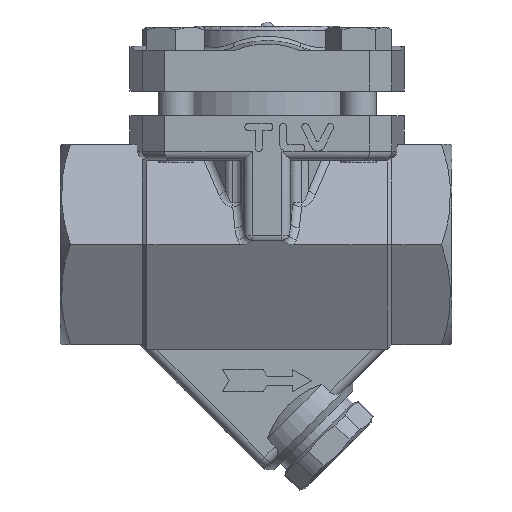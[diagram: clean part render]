
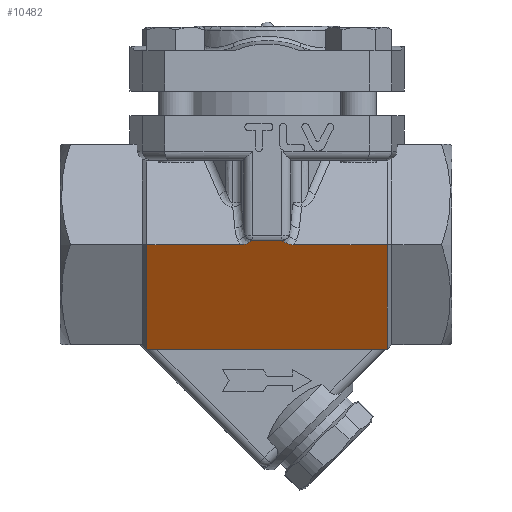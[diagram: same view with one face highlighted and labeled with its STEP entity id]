
A CAD part, front view. The second image highlights one B-rep face of the part: STEP entity #10482.
In plain terms, the highlighted planar face has unit normal (0, -0.866, -0.5).
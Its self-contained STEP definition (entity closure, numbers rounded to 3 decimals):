
#9597=CARTESIAN_POINT('',(3.328,-27.699,-28.024));
#9598=VERTEX_POINT('',#9597);
#9616=CARTESIAN_POINT('',(5.912,-27.135,-29.));
#9617=VERTEX_POINT('',#9616);
#9618=CARTESIAN_POINT('',(3.327,-27.699,-28.024));
#9619=CARTESIAN_POINT('',(3.339,-27.698,-28.026));
#9620=CARTESIAN_POINT('',(3.351,-27.693,-28.034));
#9621=CARTESIAN_POINT('',(3.361,-27.69,-28.04));
#9622=CARTESIAN_POINT('',(3.38,-27.682,-28.054));
#9623=CARTESIAN_POINT('',(3.399,-27.673,-28.069));
#9624=CARTESIAN_POINT('',(3.417,-27.665,-28.083));
#9625=CARTESIAN_POINT('',(3.476,-27.638,-28.129));
#9626=CARTESIAN_POINT('',(3.545,-27.608,-28.182));
#9627=CARTESIAN_POINT('',(3.606,-27.582,-28.227));
#9628=CARTESIAN_POINT('',(3.651,-27.563,-28.259));
#9629=CARTESIAN_POINT('',(3.697,-27.545,-28.291));
#9630=CARTESIAN_POINT('',(3.745,-27.526,-28.324));
#9631=CARTESIAN_POINT('',(3.8,-27.505,-28.36));
#9632=CARTESIAN_POINT('',(3.855,-27.484,-28.396));
#9633=CARTESIAN_POINT('',(3.907,-27.466,-28.427));
#9634=CARTESIAN_POINT('',(3.958,-27.448,-28.458));
#9635=CARTESIAN_POINT('',(4.013,-27.43,-28.489));
#9636=CARTESIAN_POINT('',(4.07,-27.412,-28.52));
#9637=CARTESIAN_POINT('',(4.198,-27.372,-28.59));
#9638=CARTESIAN_POINT('',(4.338,-27.333,-28.657));
#9639=CARTESIAN_POINT('',(4.47,-27.302,-28.711));
#9640=CARTESIAN_POINT('',(4.558,-27.281,-28.747));
#9641=CARTESIAN_POINT('',(4.643,-27.263,-28.779));
#9642=CARTESIAN_POINT('',(4.735,-27.246,-28.809));
#9643=CARTESIAN_POINT('',(5.018,-27.192,-28.902));
#9644=CARTESIAN_POINT('',(5.338,-27.154,-28.967));
#9645=CARTESIAN_POINT('',(5.642,-27.141,-28.99));
#9646=CARTESIAN_POINT('',(5.734,-27.137,-28.997));
#9647=CARTESIAN_POINT('',(5.823,-27.135,-29.));
#9648=CARTESIAN_POINT('',(5.912,-27.135,-29.));
#9649=B_SPLINE_CURVE_WITH_KNOTS('',3,(#9618,#9619,#9620,#9621,#9622,#9623,#9624,#9625,#9626,#9627,#9628,#9629,#9630,#9631,#9632,#9633,#9634,#9635,#9636,#9637,#9638,#9639,#9640,#9641,#9642,#9643,#9644,#9645,#9646,#9647,#9648),.UNSPECIFIED.,.F.,.U.,(4,3,3,3,3,3,3,3,3,3,4),(0.001,0.004,0.011,0.035,0.052,0.07,0.089,0.131,0.159,0.246,0.272),.UNSPECIFIED.);
#9650=EDGE_CURVE('',#9617,#9598,#9649,.F.);
#9685=CARTESIAN_POINT('',(3.322,-27.732,-27.967));
#9686=VERTEX_POINT('',#9685);
#9694=CARTESIAN_POINT('',(3.322,-27.732,-27.967));
#9695=DIRECTION('',(0.088,0.498,-0.863));
#9696=VECTOR('',#9695,0.066);
#9697=LINE('',#9694,#9696);
#9698=EDGE_CURVE('',#9686,#9598,#9697,.T.);
#10030=CARTESIAN_POINT('',(-3.328,-27.699,-28.024));
#10031=VERTEX_POINT('',#10030);
#10055=CARTESIAN_POINT('',(-5.912,-27.135,-29.));
#10056=VERTEX_POINT('',#10055);
#10064=CARTESIAN_POINT('',(-5.912,-27.135,-29.));
#10065=CARTESIAN_POINT('',(-5.809,-27.135,-29.));
#10066=CARTESIAN_POINT('',(-5.703,-27.138,-28.996));
#10067=CARTESIAN_POINT('',(-5.595,-27.143,-28.986));
#10068=CARTESIAN_POINT('',(-5.409,-27.153,-28.97));
#10069=CARTESIAN_POINT('',(-5.22,-27.171,-28.939));
#10070=CARTESIAN_POINT('',(-5.037,-27.196,-28.895));
#10071=CARTESIAN_POINT('',(-4.865,-27.22,-28.854));
#10072=CARTESIAN_POINT('',(-4.699,-27.251,-28.801));
#10073=CARTESIAN_POINT('',(-4.549,-27.284,-28.743));
#10074=CARTESIAN_POINT('',(-4.464,-27.303,-28.71));
#10075=CARTESIAN_POINT('',(-4.376,-27.324,-28.673));
#10076=CARTESIAN_POINT('',(-4.288,-27.348,-28.631));
#10077=CARTESIAN_POINT('',(-4.174,-27.379,-28.578));
#10078=CARTESIAN_POINT('',(-4.06,-27.414,-28.517));
#10079=CARTESIAN_POINT('',(-3.959,-27.449,-28.458));
#10080=CARTESIAN_POINT('',(-3.907,-27.466,-28.428));
#10081=CARTESIAN_POINT('',(-3.858,-27.483,-28.397));
#10082=CARTESIAN_POINT('',(-3.805,-27.503,-28.363));
#10083=CARTESIAN_POINT('',(-3.747,-27.525,-28.326));
#10084=CARTESIAN_POINT('',(-3.689,-27.548,-28.286));
#10085=CARTESIAN_POINT('',(-3.636,-27.569,-28.248));
#10086=CARTESIAN_POINT('',(-3.596,-27.586,-28.22));
#10087=CARTESIAN_POINT('',(-3.556,-27.603,-28.19));
#10088=CARTESIAN_POINT('',(-3.514,-27.621,-28.159));
#10089=CARTESIAN_POINT('',(-3.483,-27.635,-28.135));
#10090=CARTESIAN_POINT('',(-3.452,-27.649,-28.11));
#10091=CARTESIAN_POINT('',(-3.423,-27.662,-28.088));
#10092=CARTESIAN_POINT('',(-3.406,-27.67,-28.074));
#10093=CARTESIAN_POINT('',(-3.387,-27.679,-28.059));
#10094=CARTESIAN_POINT('',(-3.368,-27.686,-28.046));
#10095=CARTESIAN_POINT('',(-3.356,-27.691,-28.037));
#10096=CARTESIAN_POINT('',(-3.342,-27.698,-28.026));
#10097=CARTESIAN_POINT('',(-3.327,-27.699,-28.024));
#10098=B_SPLINE_CURVE_WITH_KNOTS('',3,(#10064,#10065,#10066,#10067,#10068,#10069,#10070,#10071,#10072,#10073,#10074,#10075,#10076,#10077,#10078,#10079,#10080,#10081,#10082,#10083,#10084,#10085,#10086,#10087,#10088,#10089,#10090,#10091,#10092,#10093,#10094,#10095,#10096,#10097),.UNSPECIFIED.,.F.,.U.,(4,3,3,3,3,3,3,3,3,3,3,4),(1.166,1.197,1.249,1.299,1.326,1.362,1.38,1.4,1.415,1.426,1.433,1.438),.UNSPECIFIED.);
#10099=EDGE_CURVE('',#10056,#10031,#10098,.T.);
#10121=CARTESIAN_POINT('',(-27.0,-27.135,-29.));
#10122=VERTEX_POINT('',#10121);
#10129=CARTESIAN_POINT('',(-27.0,-27.135,-29.));
#10130=DIRECTION('',(1.0,0.0,0.0));
#10131=VECTOR('',#10130,21.088);
#10132=LINE('',#10129,#10131);
#10133=EDGE_CURVE('',#10122,#10056,#10132,.T.);
#10344=CARTESIAN_POINT('',(27.0,-27.135,-29.));
#10345=VERTEX_POINT('',#10344);
#10346=CARTESIAN_POINT('',(5.912,-27.135,-29.));
#10347=DIRECTION('',(1.0,0.0,0.0));
#10348=VECTOR('',#10347,21.088);
#10349=LINE('',#10346,#10348);
#10350=EDGE_CURVE('',#9617,#10345,#10349,.T.);
#10378=CARTESIAN_POINT('',(-3.322,-27.732,-27.967));
#10379=VERTEX_POINT('',#10378);
#10412=CARTESIAN_POINT('',(-3.322,-27.732,-27.967));
#10413=DIRECTION('',(1.0,0.0,0.0));
#10414=VECTOR('',#10413,6.644);
#10415=LINE('',#10412,#10414);
#10416=EDGE_CURVE('',#10379,#9686,#10415,.T.);
#10436=CARTESIAN_POINT('',(-3.328,-27.699,-28.024));
#10437=DIRECTION('',(0.088,-0.498,0.863));
#10438=VECTOR('',#10437,0.066);
#10439=LINE('',#10436,#10438);
#10440=EDGE_CURVE('',#10031,#10379,#10439,.T.);
#10446=CARTESIAN_POINT('',(0.0,-27.135,-29.));
#10447=DIRECTION('',(0.0,-0.866,-0.5));
#10448=DIRECTION('',(-1.0,0.0,0.0));
#10449=AXIS2_PLACEMENT_3D('',#10446,#10447,#10448);
#10450=PLANE('',#10449);
#10451=ORIENTED_EDGE('',*,*,#9650,.T.);
#10452=ORIENTED_EDGE('',*,*,#9698,.F.);
#10453=ORIENTED_EDGE('',*,*,#10416,.F.);
#10454=ORIENTED_EDGE('',*,*,#10440,.F.);
#10455=ORIENTED_EDGE('',*,*,#10099,.F.);
#10456=ORIENTED_EDGE('',*,*,#10133,.F.);
#10457=CARTESIAN_POINT('',(-27.0,-13.568,-52.5));
#10458=VERTEX_POINT('',#10457);
#10459=CARTESIAN_POINT('',(-27.0,-13.568,-52.5));
#10460=DIRECTION('',(0.0,-0.5,0.866));
#10461=VECTOR('',#10460,27.135);
#10462=LINE('',#10459,#10461);
#10463=EDGE_CURVE('',#10458,#10122,#10462,.T.);
#10464=ORIENTED_EDGE('',*,*,#10463,.F.);
#10465=CARTESIAN_POINT('',(27.0,-13.568,-52.5));
#10466=VERTEX_POINT('',#10465);
#10467=CARTESIAN_POINT('',(27.0,-13.568,-52.5));
#10468=DIRECTION('',(-1.0,0.0,0.0));
#10469=VECTOR('',#10468,54.0);
#10470=LINE('',#10467,#10469);
#10471=EDGE_CURVE('',#10466,#10458,#10470,.T.);
#10472=ORIENTED_EDGE('',*,*,#10471,.F.);
#10473=CARTESIAN_POINT('',(27.0,-27.135,-29.));
#10474=DIRECTION('',(0.0,0.5,-0.866));
#10475=VECTOR('',#10474,27.135);
#10476=LINE('',#10473,#10475);
#10477=EDGE_CURVE('',#10345,#10466,#10476,.T.);
#10478=ORIENTED_EDGE('',*,*,#10477,.F.);
#10479=ORIENTED_EDGE('',*,*,#10350,.F.);
#10480=EDGE_LOOP('',(#10451,#10452,#10453,#10454,#10455,#10456,#10464,#10472,#10478,#10479));
#10481=FACE_OUTER_BOUND('',#10480,.T.);
#10482=ADVANCED_FACE('',(#10481),#10450,.T.);
